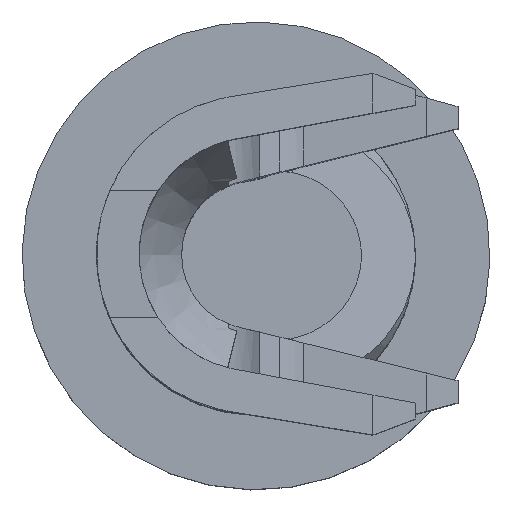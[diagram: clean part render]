
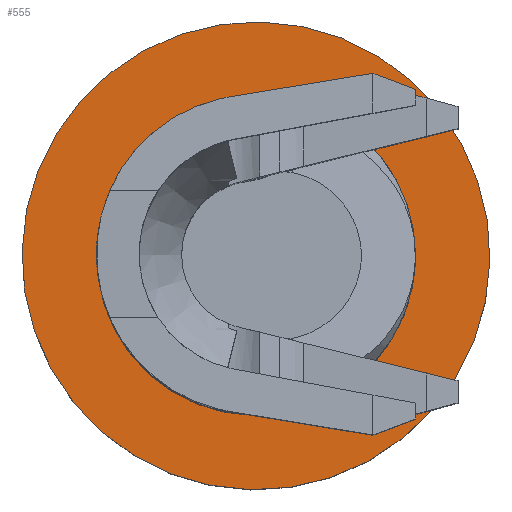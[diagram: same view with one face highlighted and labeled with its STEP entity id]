
A CAD part, top view. The second image highlights one B-rep face of the part: STEP entity #555.
In plain terms, the highlighted planar face has unit normal (0, 0, 1).
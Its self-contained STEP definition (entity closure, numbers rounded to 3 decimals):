
#241=AXIS2_PLACEMENT_3D('Circle Axis2P3D',#239,#240,$) ;
#265=AXIS2_PLACEMENT_3D('Circle Axis2P3D',#263,#264,$) ;
#282=AXIS2_PLACEMENT_3D('Circle Axis2P3D',#280,#281,$) ;
#317=AXIS2_PLACEMENT_3D('Circle Axis2P3D',#315,#316,$) ;
#526=AXIS2_PLACEMENT_3D('Plane Axis2P3D',#523,#524,#525) ;
#236=CARTESIAN_POINT('Vertex',(1.758,1.46,9.9)) ;
#239=CARTESIAN_POINT('Axis2P3D Location',(1.1,1.1,9.9)) ;
#243=CARTESIAN_POINT('Vertex',(0.442,0.74,9.9)) ;
#263=CARTESIAN_POINT('Axis2P3D Location',(1.1,1.1,9.9)) ;
#280=CARTESIAN_POINT('Axis2P3D Location',(1.1,1.1,9.9)) ;
#284=CARTESIAN_POINT('Vertex',(2.065,1.627,9.9)) ;
#286=CARTESIAN_POINT('Vertex',(0.135,0.573,9.9)) ;
#315=CARTESIAN_POINT('Axis2P3D Location',(1.1,1.1,9.9)) ;
#523=CARTESIAN_POINT('Axis2P3D Location',(1.65,1.1,9.9)) ;
#240=DIRECTION('Axis2P3D Direction',(0.,-0.,1.)) ;
#264=DIRECTION('Axis2P3D Direction',(0.,-0.,1.)) ;
#281=DIRECTION('Axis2P3D Direction',(0.,-0.,1.)) ;
#316=DIRECTION('Axis2P3D Direction',(0.,-0.,1.)) ;
#524=DIRECTION('Axis2P3D Direction',(0.,-0.,1.)) ;
#525=DIRECTION('Axis2P3D XDirection',(1.,0.,0.)) ;
#548=ORIENTED_EDGE('',*,*,#319,.T.) ;
#549=ORIENTED_EDGE('',*,*,#288,.T.) ;
#552=ORIENTED_EDGE('',*,*,#245,.F.) ;
#553=ORIENTED_EDGE('',*,*,#267,.F.) ;
#554=FACE_BOUND('',#551,.T.) ;
#555=ADVANCED_FACE('Hauptkoerper',(#550,#554),#527,.T.) ;
#242=CIRCLE('generated circle',#241,0.75) ;
#266=CIRCLE('generated circle',#265,0.75) ;
#283=CIRCLE('generated circle',#282,1.1) ;
#318=CIRCLE('generated circle',#317,1.1) ;
#245=EDGE_CURVE('',#237,#244,#242,.T.) ;
#267=EDGE_CURVE('',#244,#237,#266,.T.) ;
#288=EDGE_CURVE('',#285,#287,#283,.T.) ;
#319=EDGE_CURVE('',#287,#285,#318,.T.) ;
#547=EDGE_LOOP('',(#548,#549)) ;
#551=EDGE_LOOP('',(#552,#553)) ;
#550=FACE_OUTER_BOUND('',#547,.T.) ;
#527=PLANE('',#526) ;
#237=VERTEX_POINT('',#236) ;
#244=VERTEX_POINT('',#243) ;
#285=VERTEX_POINT('',#284) ;
#287=VERTEX_POINT('',#286) ;
